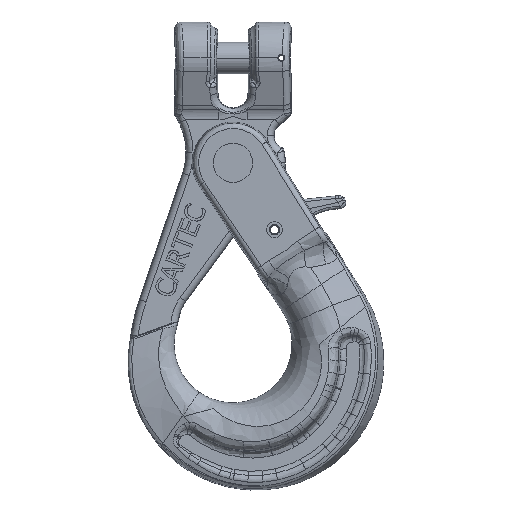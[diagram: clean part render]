
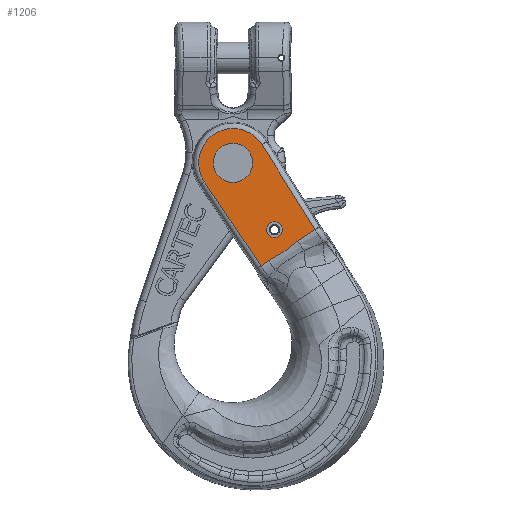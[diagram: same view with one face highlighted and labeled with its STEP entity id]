
A CAD part, top view. The second image highlights one B-rep face of the part: STEP entity #1206.
In plain terms, the highlighted planar face has unit normal (0, 0, 1).
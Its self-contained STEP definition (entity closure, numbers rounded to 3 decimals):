
#1206=ADVANCED_FACE('',(#2972,#2973,#2974),#2975,.T.);
#2972=FACE_OUTER_BOUND('',#6479,.T.);
#2973=FACE_BOUND('',#6480,.T.);
#2974=FACE_BOUND('',#6481,.T.);
#2975=PLANE('',#6482);
#6479=EDGE_LOOP('',(#41956,#41957,#41958,#41959,#41960,#41961,#41962,#41963));
#6480=EDGE_LOOP('',(#41964,#41965));
#6481=EDGE_LOOP('',(#41966,#41967));
#6482=AXIS2_PLACEMENT_3D('',#41968,#41969,#41970);
#41956=ORIENTED_EDGE('',*,*,#47071,.T.);
#41957=ORIENTED_EDGE('',*,*,#47072,.T.);
#41958=ORIENTED_EDGE('',*,*,#47073,.T.);
#41959=ORIENTED_EDGE('',*,*,#47074,.T.);
#41960=ORIENTED_EDGE('',*,*,#47075,.F.);
#41961=ORIENTED_EDGE('',*,*,#47067,.T.);
#41962=ORIENTED_EDGE('',*,*,#47076,.F.);
#41963=ORIENTED_EDGE('',*,*,#47077,.T.);
#41964=ORIENTED_EDGE('',*,*,#47078,.T.);
#41965=ORIENTED_EDGE('',*,*,#47034,.T.);
#41966=ORIENTED_EDGE('',*,*,#47037,.F.);
#41967=ORIENTED_EDGE('',*,*,#47079,.F.);
#41968=CARTESIAN_POINT('',(62.554,26.87,30.0));
#41969=DIRECTION('',(0.0,0.0,1.0));
#41970=DIRECTION('',(1.0,-0.0,0.0));
#47034=EDGE_CURVE('',#50066,#50070,#50072,.F.);
#47037=EDGE_CURVE('',#50074,#50077,#50078,.T.);
#47067=EDGE_CURVE('',#50130,#50131,#50132,.T.);
#47071=EDGE_CURVE('',#50136,#50137,#50138,.T.);
#47072=EDGE_CURVE('',#50137,#50139,#50140,.T.);
#47073=EDGE_CURVE('',#50139,#50141,#50142,.T.);
#47074=EDGE_CURVE('',#50141,#50143,#50144,.T.);
#47075=EDGE_CURVE('',#50130,#50143,#50145,.T.);
#47076=EDGE_CURVE('',#50146,#50131,#50147,.T.);
#47077=EDGE_CURVE('',#50146,#50136,#50148,.T.);
#47078=EDGE_CURVE('',#50070,#50066,#50149,.F.);
#47079=EDGE_CURVE('',#50077,#50074,#50150,.T.);
#50066=VERTEX_POINT('',#55482);
#50070=VERTEX_POINT('',#55487);
#50072=CIRCLE('',#55490,6.05);
#50074=VERTEX_POINT('',#55492);
#50077=VERTEX_POINT('',#55496);
#50078=CIRCLE('',#55497,14.05);
#50130=VERTEX_POINT('',#55629);
#50131=VERTEX_POINT('',#55630);
#50132=B_SPLINE_CURVE_WITH_KNOTS('',5,(#55631,#55632,#55633,#55634,#55635,#55636,#55637,#55638,#55639,#55640,#55641,#55642,#55643,#55644,#55645),.UNSPECIFIED.,.F.,.F.,(6,3,3,3,6),(0.0,0.25,0.5,0.75,1.0),.UNSPECIFIED.);
#50136=VERTEX_POINT('',#55660);
#50137=VERTEX_POINT('',#55661);
#50138=B_SPLINE_CURVE_WITH_KNOTS('',3,(#55662,#55663,#55664,#55665,#55666,#55667,#55668,#55669,#55670,#55671,#55672,#55673,#55674),.UNSPECIFIED.,.F.,.F.,(4,3,3,3,4),(-1.,-0.75,-0.499,-0.249,0.),.UNSPECIFIED.);
#50139=VERTEX_POINT('',#55675);
#50140=B_SPLINE_CURVE_WITH_KNOTS('',3,(#55676,#55677,#55678,#55679,#55680,#55681,#55682,#55683,#55684,#55685),.UNSPECIFIED.,.F.,.F.,(4,3,3,4),(-1.0,-0.997,-0.496,0.0),.UNSPECIFIED.);
#50141=VERTEX_POINT('',#55686);
#50142=B_SPLINE_CURVE_WITH_KNOTS('',3,(#55687,#55688,#55689,#55690,#55691,#55692,#55693,#55694,#55695,#55696,#55697,#55698,#55699,#55700,#55701,#55702,#55703,#55704,#55705),.UNSPECIFIED.,.F.,.F.,(4,3,3,3,3,3,4),(-1.0,-0.995,-0.684,-0.653,-0.622,-0.498,0.),.UNSPECIFIED.);
#50143=VERTEX_POINT('',#55706);
#50144=LINE('',#55707,#55708);
#50145=LINE('',#55709,#55710);
#50146=VERTEX_POINT('',#55711);
#50147=LINE('',#55712,#55713);
#50148=LINE('',#55714,#55715);
#50149=CIRCLE('',#55716,6.05);
#50150=CIRCLE('',#55717,14.05);
#55482=CARTESIAN_POINT('',(25.659,-50.937,30.0));
#55487=CARTESIAN_POINT('',(37.759,-50.937,30.0));
#55490=AXIS2_PLACEMENT_3D('',#73674,#73675,#73676);
#55492=CARTESIAN_POINT('',(14.05,0.0,30.0));
#55496=CARTESIAN_POINT('',(-14.05,0.,30.0));
#55497=AXIS2_PLACEMENT_3D('',#73678,#73679,#73680);
#55629=CARTESIAN_POINT('',(22.219,13.832,30.0));
#55630=CARTESIAN_POINT('',(-21.719,-14.603,30.0));
#55631=CARTESIAN_POINT('',(22.219,13.832,30.0));
#55632=CARTESIAN_POINT('',(20.022,17.361,30.0));
#55633=CARTESIAN_POINT('',(17.124,20.454,30.0));
#55634=CARTESIAN_POINT('',(13.641,22.924,30.0));
#55635=CARTESIAN_POINT('',(5.886,26.348,30.0));
#55636=CARTESIAN_POINT('',(-2.588,26.55,30.0));
#55637=CARTESIAN_POINT('',(-6.791,25.797,30.0));
#55638=CARTESIAN_POINT('',(-14.668,22.665,30.0));
#55639=CARTESIAN_POINT('',(-20.751,16.762,30.0));
#55640=CARTESIAN_POINT('',(-23.16,13.236,30.0));
#55641=CARTESIAN_POINT('',(-26.447,5.423,30.0));
#55642=CARTESIAN_POINT('',(-26.5,-3.053,30.0));
#55643=CARTESIAN_POINT('',(-25.674,-7.243,30.0));
#55644=CARTESIAN_POINT('',(-24.039,-11.154,30.0));
#55645=CARTESIAN_POINT('',(-21.719,-14.603,30.0));
#55660=CARTESIAN_POINT('',(27.3,-74.666,30.0));
#55661=CARTESIAN_POINT('',(38.808,-67.857,30.0));
#55662=CARTESIAN_POINT('',(27.3,-74.666,30.0));
#55663=CARTESIAN_POINT('',(28.226,-74.044,30.0));
#55664=CARTESIAN_POINT('',(29.176,-73.459,30.0));
#55665=CARTESIAN_POINT('',(30.14,-72.897,30.0));
#55666=CARTESIAN_POINT('',(31.105,-72.335,30.0));
#55667=CARTESIAN_POINT('',(32.085,-71.797,30.0));
#55668=CARTESIAN_POINT('',(33.066,-71.26,30.0));
#55669=CARTESIAN_POINT('',(34.047,-70.723,30.0));
#55670=CARTESIAN_POINT('',(35.029,-70.188,30.0));
#55671=CARTESIAN_POINT('',(35.993,-69.626,30.0));
#55672=CARTESIAN_POINT('',(36.952,-69.067,30.0));
#55673=CARTESIAN_POINT('',(37.893,-68.482,30.0));
#55674=CARTESIAN_POINT('',(38.808,-67.857,30.0));
#55675=CARTESIAN_POINT('',(44.119,-63.766,30.0));
#55676=CARTESIAN_POINT('',(38.808,-67.857,30.0));
#55677=CARTESIAN_POINT('',(38.814,-67.853,30.0));
#55678=CARTESIAN_POINT('',(38.82,-67.849,30.0));
#55679=CARTESIAN_POINT('',(38.825,-67.845,30.0));
#55680=CARTESIAN_POINT('',(39.746,-67.216,30.0));
#55681=CARTESIAN_POINT('',(40.642,-66.547,30.0));
#55682=CARTESIAN_POINT('',(41.523,-65.856,30.0));
#55683=CARTESIAN_POINT('',(42.396,-65.172,30.0));
#55684=CARTESIAN_POINT('',(43.256,-64.466,30.0));
#55685=CARTESIAN_POINT('',(44.119,-63.766,30.0));
#55686=CARTESIAN_POINT('',(49.496,-59.743,30.0));
#55687=CARTESIAN_POINT('',(44.119,-63.766,30.0));
#55688=CARTESIAN_POINT('',(44.127,-63.76,30.0));
#55689=CARTESIAN_POINT('',(44.135,-63.753,30.0));
#55690=CARTESIAN_POINT('',(44.143,-63.747,30.0));
#55691=CARTESIAN_POINT('',(44.688,-63.305,30.0));
#55692=CARTESIAN_POINT('',(45.233,-62.866,30.0));
#55693=CARTESIAN_POINT('',(45.783,-62.435,30.0));
#55694=CARTESIAN_POINT('',(45.838,-62.392,30.0));
#55695=CARTESIAN_POINT('',(45.893,-62.349,30.0));
#55696=CARTESIAN_POINT('',(45.949,-62.306,30.0));
#55697=CARTESIAN_POINT('',(46.004,-62.263,30.0));
#55698=CARTESIAN_POINT('',(46.059,-62.22,30.0));
#55699=CARTESIAN_POINT('',(46.114,-62.177,30.0));
#55700=CARTESIAN_POINT('',(46.335,-62.006,30.0));
#55701=CARTESIAN_POINT('',(46.557,-61.837,30.0));
#55702=CARTESIAN_POINT('',(46.78,-61.67,30.0));
#55703=CARTESIAN_POINT('',(47.671,-61.001,30.0));
#55704=CARTESIAN_POINT('',(48.577,-60.36,30.0));
#55705=CARTESIAN_POINT('',(49.496,-59.743,30.0));
#55706=CARTESIAN_POINT('',(62.555,-50.962,30.0));
#55707=CARTESIAN_POINT('',(49.496,-59.743,30.0));
#55708=VECTOR('',#73710,10.0);
#55709=CARTESIAN_POINT('',(22.219,13.832,30.0));
#55710=VECTOR('',#73711,10.0);
#55711=CARTESIAN_POINT('',(21.354,-78.664,30.0));
#55712=CARTESIAN_POINT('',(21.354,-78.664,30.0));
#55713=VECTOR('',#73712,10.0);
#55714=CARTESIAN_POINT('',(21.354,-78.664,30.0));
#55715=VECTOR('',#73713,10.0);
#55716=AXIS2_PLACEMENT_3D('',#73714,#73715,#73716);
#55717=AXIS2_PLACEMENT_3D('',#73717,#73718,#73719);
#73674=CARTESIAN_POINT('',(31.709,-50.937,30.0));
#73675=DIRECTION('',(0.0,0.0,1.0));
#73676=DIRECTION('',(1.0,0.0,0.0));
#73678=CARTESIAN_POINT('',(0.0,0.0,30.0));
#73679=DIRECTION('',(0.0,0.0,1.0));
#73680=DIRECTION('',(1.0,0.0,0.0));
#73710=DIRECTION('',(0.83,0.558,0.0));
#73711=DIRECTION('',(0.528,-0.849,0.0));
#73712=DIRECTION('',(-0.558,0.83,0.0));
#73713=DIRECTION('',(0.83,0.558,0.0));
#73714=CARTESIAN_POINT('',(31.709,-50.937,30.0));
#73715=DIRECTION('',(0.0,0.0,1.0));
#73716=DIRECTION('',(1.0,0.0,0.0));
#73717=CARTESIAN_POINT('',(0.0,0.0,30.0));
#73718=DIRECTION('',(0.0,0.0,1.0));
#73719=DIRECTION('',(1.0,0.0,0.0));
